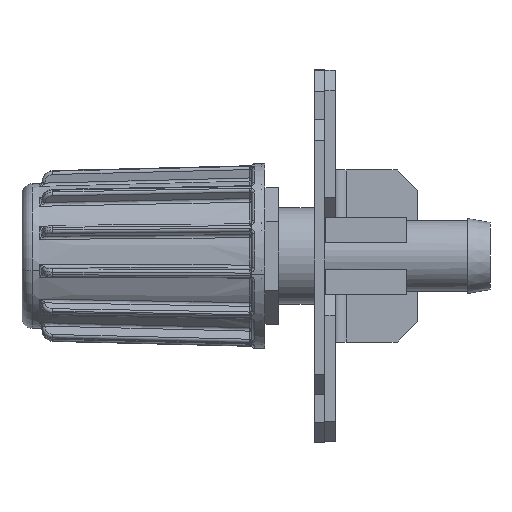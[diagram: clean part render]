
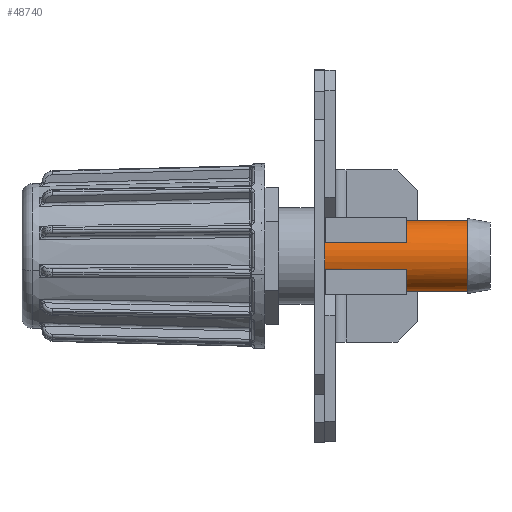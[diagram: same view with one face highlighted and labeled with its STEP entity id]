
A CAD part, left-side view. The second image highlights one B-rep face of the part: STEP entity #48740.
In plain terms, the highlighted cylindrical face has radius 6.477 mm (diameter 12.954 mm), a partial arc.
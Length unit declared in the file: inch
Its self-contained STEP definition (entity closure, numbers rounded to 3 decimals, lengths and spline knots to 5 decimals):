
#216 = EDGE_CURVE ( 'NONE', #38288, #19270, #28799, .T. ) ;
#1538 = DIRECTION ( 'NONE',  ( 0., -1., 0. ) ) ;
#1982 = ORIENTED_EDGE ( 'NONE', *, *, #26291, .F. ) ;
#2340 = EDGE_CURVE ( 'NONE', #34014, #26647, #27426, .T. ) ;
#3276 = AXIS2_PLACEMENT_3D ( 'NONE', #37542, #11942, #41851 ) ;
#5084 = CARTESIAN_POINT ( 'NONE',  ( 0., -0.7, -0.255 ) ) ;
#6208 = DIRECTION ( 'NONE',  ( 0., 1., 0. ) ) ;
#6871 = CARTESIAN_POINT ( 'NONE',  ( 0., -0.7, 0.255 ) ) ;
#7155 = CARTESIAN_POINT ( 'NONE',  ( -0.235, 0.335, 0.09899 ) ) ;
#7269 = CARTESIAN_POINT ( 'NONE',  ( -0.235, 0.335, -0.09899 ) ) ;
#7348 = LINE ( 'NONE', #45269, #40091 ) ;
#7556 = CARTESIAN_POINT ( 'NONE',  ( -0.235, -0.255, -0.09899 ) ) ;
#8288 = DIRECTION ( 'NONE',  ( 0., 1., 0. ) ) ;
#8633 = CYLINDRICAL_SURFACE ( 'NONE', #13804, 0.255 ) ;
#9914 = CARTESIAN_POINT ( 'NONE',  ( 0., 0.335, 0.255 ) ) ;
#10891 = EDGE_CURVE ( 'NONE', #15848, #26184, #22750, .T. ) ;
#11942 = DIRECTION ( 'NONE',  ( 0., 1., 0. ) ) ;
#12467 = CIRCLE ( 'NONE', #43053, 0.255 ) ;
#12986 = VERTEX_POINT ( 'NONE', #7269 ) ;
#13804 = AXIS2_PLACEMENT_3D ( 'NONE', #31808, #6208, #53290 ) ;
#14392 = LINE ( 'NONE', #41343, #37098 ) ;
#15128 = EDGE_CURVE ( 'NONE', #26184, #31000, #34010, .T. ) ;
#15811 = DIRECTION ( 'NONE',  ( 0., 1., 0. ) ) ;
#15848 = VERTEX_POINT ( 'NONE', #5084 ) ;
#15933 = CIRCLE ( 'NONE', #25112, 0.255 ) ;
#16239 = DIRECTION ( 'NONE',  ( 0., 1., 0. ) ) ;
#17423 = ORIENTED_EDGE ( 'NONE', *, *, #41640, .F. ) ;
#17721 = DIRECTION ( 'NONE',  ( 0., 1., 0. ) ) ;
#18424 = CARTESIAN_POINT ( 'NONE',  ( 0., 0.41, -0.255 ) ) ;
#19161 = ORIENTED_EDGE ( 'NONE', *, *, #32142, .T. ) ;
#19270 = VERTEX_POINT ( 'NONE', #27343 ) ;
#19446 = CARTESIAN_POINT ( 'NONE',  ( 0., 0.41, 0.255 ) ) ;
#19490 = EDGE_CURVE ( 'NONE', #50374, #28681, #25834, .T. ) ;
#20635 = CARTESIAN_POINT ( 'NONE',  ( 0., -0.7, 0. ) ) ;
#22646 = CARTESIAN_POINT ( 'NONE',  ( 0., 0.41, 0. ) ) ;
#22667 = VECTOR ( 'NONE', #45369, 39.37008 ) ;
#22750 = CIRCLE ( 'NONE', #36910, 0.255 ) ;
#23344 = CARTESIAN_POINT ( 'NONE',  ( 0., -0.255, 0. ) ) ;
#24505 = VECTOR ( 'NONE', #8288, 39.37008 ) ;
#24895 = DIRECTION ( 'NONE',  ( 0., 0., -1. ) ) ;
#25112 = AXIS2_PLACEMENT_3D ( 'NONE', #43280, #17721, #47544 ) ;
#25834 = LINE ( 'NONE', #55006, #24505 ) ;
#26184 = VERTEX_POINT ( 'NONE', #48264 ) ;
#26291 = EDGE_CURVE ( 'NONE', #15848, #19270, #7348, .T. ) ;
#26647 = VERTEX_POINT ( 'NONE', #19446 ) ;
#26885 = DIRECTION ( 'NONE',  ( 0., 0., 1. ) ) ;
#27068 = CARTESIAN_POINT ( 'NONE',  ( 0., -0.255, 0. ) ) ;
#27343 = CARTESIAN_POINT ( 'NONE',  ( 0., -0.255, -0.255 ) ) ;
#27426 = LINE ( 'NONE', #50373, #37500 ) ;
#27574 = DIRECTION ( 'NONE',  ( -1., 0., 0. ) ) ;
#27907 = EDGE_CURVE ( 'NONE', #50374, #12986, #38585, .T. ) ;
#28496 = ORIENTED_EDGE ( 'NONE', *, *, #216, .T. ) ;
#28681 = VERTEX_POINT ( 'NONE', #18424 ) ;
#28799 = CIRCLE ( 'NONE', #45243, 0.255 ) ;
#29258 = LINE ( 'NONE', #52624, #45302 ) ;
#31000 = VERTEX_POINT ( 'NONE', #52352 ) ;
#31380 = DIRECTION ( 'NONE',  ( -1., 0., 0. ) ) ;
#31656 = ORIENTED_EDGE ( 'NONE', *, *, #41195, .T. ) ;
#31808 = CARTESIAN_POINT ( 'NONE',  ( 0., -0.7, 0. ) ) ;
#32142 = EDGE_CURVE ( 'NONE', #53124, #36685, #14392, .T. ) ;
#32540 = CARTESIAN_POINT ( 'NONE',  ( -0.235, -0.255, 0.09899 ) ) ;
#34010 = LINE ( 'NONE', #6871, #22667 ) ;
#34014 = VERTEX_POINT ( 'NONE', #9914 ) ;
#34129 = ORIENTED_EDGE ( 'NONE', *, *, #27907, .T. ) ;
#34404 = CIRCLE ( 'NONE', #38557, 0.255 ) ;
#36141 = ORIENTED_EDGE ( 'NONE', *, *, #15128, .T. ) ;
#36685 = VERTEX_POINT ( 'NONE', #7155 ) ;
#36910 = AXIS2_PLACEMENT_3D ( 'NONE', #20635, #50488, #24895 ) ;
#37098 = VECTOR ( 'NONE', #15811, 39.37008 ) ;
#37500 = VECTOR ( 'NONE', #16239, 39.37008 ) ;
#37542 = CARTESIAN_POINT ( 'NONE',  ( 0., 0.335, 0. ) ) ;
#37609 = CARTESIAN_POINT ( 'NONE',  ( 0., 0.335, -0.255 ) ) ;
#38075 = FACE_OUTER_BOUND ( 'NONE', #47827, .T. ) ;
#38275 = ORIENTED_EDGE ( 'NONE', *, *, #40799, .T. ) ;
#38288 = VERTEX_POINT ( 'NONE', #7556 ) ;
#38557 = AXIS2_PLACEMENT_3D ( 'NONE', #27068, #1538, #31380 ) ;
#38585 = CIRCLE ( 'NONE', #3276, 0.255 ) ;
#39864 = ORIENTED_EDGE ( 'NONE', *, *, #50630, .T. ) ;
#40091 = VECTOR ( 'NONE', #48828, 39.37008 ) ;
#40799 = EDGE_CURVE ( 'NONE', #12986, #38288, #29258, .T. ) ;
#41195 = EDGE_CURVE ( 'NONE', #36685, #34014, #15933, .T. ) ;
#41343 = CARTESIAN_POINT ( 'NONE',  ( -0.235, -0.7, 0.09899 ) ) ;
#41640 = EDGE_CURVE ( 'NONE', #28681, #26647, #12467, .T. ) ;
#41851 = DIRECTION ( 'NONE',  ( 1., 0., 0. ) ) ;
#43053 = AXIS2_PLACEMENT_3D ( 'NONE', #22646, #52498, #26885 ) ;
#43280 = CARTESIAN_POINT ( 'NONE',  ( 0., 0.335, 0. ) ) ;
#43804 = ORIENTED_EDGE ( 'NONE', *, *, #2340, .T. ) ;
#45243 = AXIS2_PLACEMENT_3D ( 'NONE', #23344, #53197, #27574 ) ;
#45269 = CARTESIAN_POINT ( 'NONE',  ( 0., -0.7, -0.255 ) ) ;
#45302 = VECTOR ( 'NONE', #52997, 39.37008 ) ;
#45369 = DIRECTION ( 'NONE',  ( 0., 1., 0. ) ) ;
#47006 = ORIENTED_EDGE ( 'NONE', *, *, #10891, .T. ) ;
#47544 = DIRECTION ( 'NONE',  ( 1., 0., 0. ) ) ;
#47827 = EDGE_LOOP ( 'NONE', ( #1982, #47006, #36141, #39864, #19161, #31656, #43804, #17423, #51658, #34129, #38275, #28496 ) ) ;
#48264 = CARTESIAN_POINT ( 'NONE',  ( 0., -0.7, 0.255 ) ) ;
#48740 = ADVANCED_FACE ( 'NONE', ( #38075 ), #8633, .T. ) ;
#48828 = DIRECTION ( 'NONE',  ( 0., 1., 0. ) ) ;
#50373 = CARTESIAN_POINT ( 'NONE',  ( 0., -0.7, 0.255 ) ) ;
#50374 = VERTEX_POINT ( 'NONE', #37609 ) ;
#50488 = DIRECTION ( 'NONE',  ( 0., 1., 0. ) ) ;
#50630 = EDGE_CURVE ( 'NONE', #31000, #53124, #34404, .T. ) ;
#51658 = ORIENTED_EDGE ( 'NONE', *, *, #19490, .F. ) ;
#52352 = CARTESIAN_POINT ( 'NONE',  ( 0., -0.255, 0.255 ) ) ;
#52498 = DIRECTION ( 'NONE',  ( 0., 1., 0. ) ) ;
#52624 = CARTESIAN_POINT ( 'NONE',  ( -0.235, -0.7, -0.09899 ) ) ;
#52997 = DIRECTION ( 'NONE',  ( 0., -1., 0. ) ) ;
#53124 = VERTEX_POINT ( 'NONE', #32540 ) ;
#53197 = DIRECTION ( 'NONE',  ( 0., -1., 0. ) ) ;
#53290 = DIRECTION ( 'NONE',  ( 0., 0., 1. ) ) ;
#55006 = CARTESIAN_POINT ( 'NONE',  ( 0., -0.7, -0.255 ) ) ;
